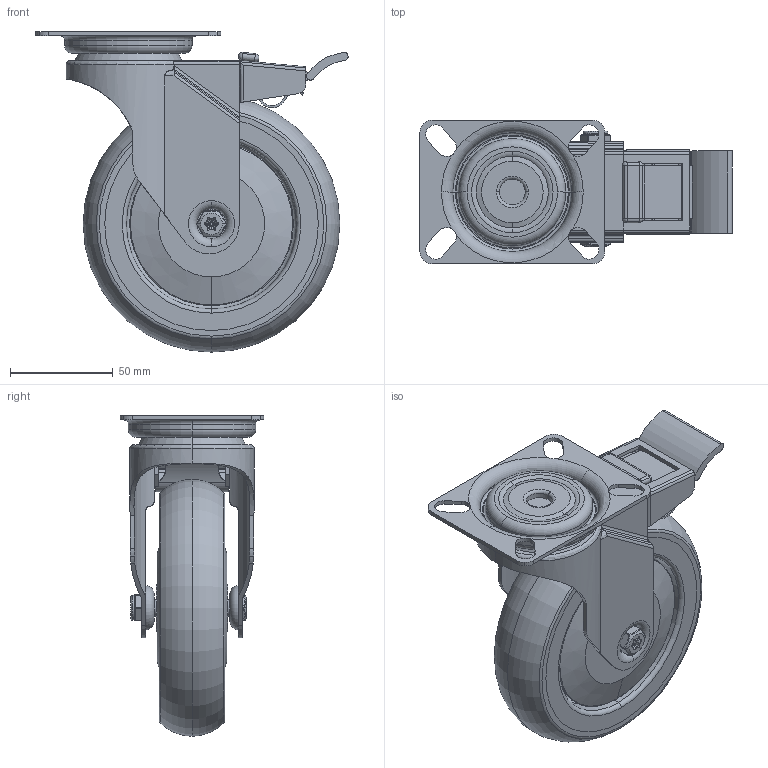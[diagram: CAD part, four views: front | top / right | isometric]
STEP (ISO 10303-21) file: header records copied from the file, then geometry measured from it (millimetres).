
FILE_DESCRIPTION(('STEP AP203'),'1');
FILE_NAME('BZM125VGRBJSWB.STEP','2023-05-22T09:08:05',(' '),(' '),'Spatial InterOp 3D',' ',' ');
FILE_SCHEMA(('CONFIG_CONTROL_DESIGN'));
Length unit declared in the file: metre
Products named in the file (25): BZM125ASSWB; ZINC PLATED PRESSED STEEL TOP PLATE; ZINC PLATED PRESSED STEEL FORKS; BLACK NYLON BRAKE PEDAL; ZINC PLATED PRESSED STEEL BRAKE; BRAKE PAD; BZM125VGRBJSWB; BZM125WTPRBJM8; THERMOPLASTIC RUBBER; POLYPROPYLENE RIM; BEARING 6202; METAL; METAL2; Pattern; Component1; MIDDLE; RUBBER; RUBBER2; CAP; BOLTBZM8MM; ZINC PLATED AXLE BOLT; NYLOC NUT; NUT; RUBBER3; NYLOCM8Z
Assembly tree (32 placements, depth 5):
  BZM125VGRBJSWB
    BZM125ASSWB
      ZINC PLATED PRESSED STEEL TOP PLATE
      ZINC PLATED PRESSED STEEL FORKS
      BLACK NYLON BRAKE PEDAL
      ZINC PLATED PRESSED STEEL BRAKE
      BRAKE PAD
    BZM125WTPRBJM8
      THERMOPLASTIC RUBBER
      POLYPROPYLENE RIM
      BEARING 6202
        METAL
        METAL2
        Pattern
          Component1  x8
        MIDDLE
        RUBBER
        RUBBER2
      CAP  x2
    BOLTBZM8MM
      ZINC PLATED AXLE BOLT
    NYLOCM8Z
      NYLOC NUT
        NUT
        RUBBER3
Bounding box: 152 x 70 x 156 mm (x, y, z)
Volume: 332888.3 mm3; surface area: 167988.4 mm2
Topology: 25 solids, 25 shells, 1112 faces, 2844 edges, 1805 vertices
Faces by surface type: cylinder 373, plane 373, extrusion 140, torus 94, sphere 84, cone 30, bspline 18
Entity records: 42804 total; most frequent: CARTESIAN_POINT 15467, DIRECTION 5434, ORIENTED_EDGE 5404, EDGE_CURVE 2702, AXIS2_PLACEMENT_3D 2072, VERTEX_POINT 1755, VECTOR 1290, EDGE_LOOP 1211
